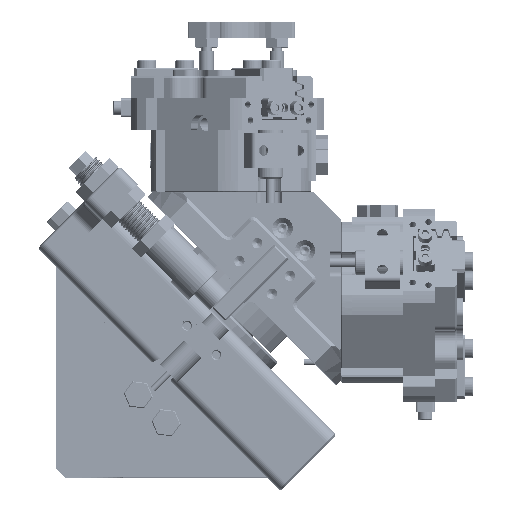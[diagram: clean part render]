
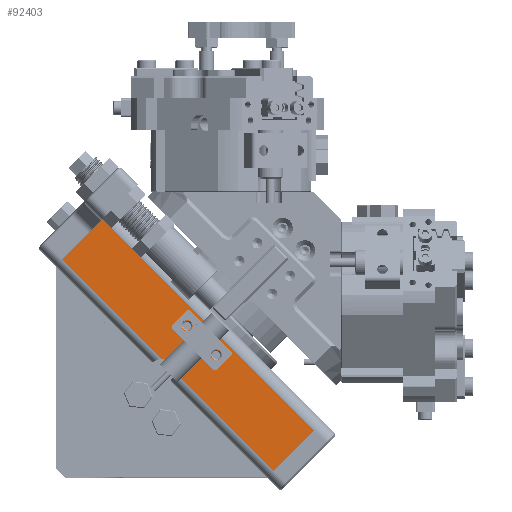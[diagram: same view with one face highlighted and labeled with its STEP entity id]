
A CAD part, top view. The second image highlights one B-rep face of the part: STEP entity #92403.
In plain terms, the highlighted planar face has unit normal (0, 0, 1).
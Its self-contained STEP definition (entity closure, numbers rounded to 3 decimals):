
#1084 = CIRCLE ( 'NONE', #9635, 4. ) ;
#1428 = DIRECTION ( 'NONE',  ( -0.707, -0.707, 0. ) ) ;
#2344 = VERTEX_POINT ( 'NONE', #119144 ) ;
#2530 = DIRECTION ( 'NONE',  ( 0., 0., -1. ) ) ;
#5161 = AXIS2_PLACEMENT_3D ( 'NONE', #86908, #65999, #107816 ) ;
#6646 = EDGE_CURVE ( 'NONE', #2344, #82677, #19176, .T. ) ;
#9635 = AXIS2_PLACEMENT_3D ( 'NONE', #128640, #22319, #1428 ) ;
#10679 = DIRECTION ( 'NONE',  ( 0., -1., 0. ) ) ;
#12312 = CARTESIAN_POINT ( 'NONE',  ( 40.677, -11.499, 137.098 ) ) ;
#13904 = LINE ( 'NONE', #49721, #30511 ) ;
#13946 = AXIS2_PLACEMENT_3D ( 'NONE', #74270, #22734, #10679 ) ;
#15980 = CARTESIAN_POINT ( 'NONE',  ( 65.779, -59.228, 137.098 ) ) ;
#19176 = LINE ( 'NONE', #112543, #32359 ) ;
#19491 = EDGE_LOOP ( 'NONE', ( #22743, #21808 ) ) ;
#19877 = ORIENTED_EDGE ( 'NONE', *, *, #46984, .T. ) ;
#19977 = AXIS2_PLACEMENT_3D ( 'NONE', #12312, #2530, #108421 ) ;
#20523 = LINE ( 'NONE', #68403, #45414 ) ;
#21808 = ORIENTED_EDGE ( 'NONE', *, *, #89234, .T. ) ;
#22319 = DIRECTION ( 'NONE',  ( 0., 0., -1. ) ) ;
#22734 = DIRECTION ( 'NONE',  ( 0., 0., -1. ) ) ;
#22743 = ORIENTED_EDGE ( 'NONE', *, *, #103925, .T. ) ;
#23693 = AXIS2_PLACEMENT_3D ( 'NONE', #30082, #39385, #50964 ) ;
#25490 = EDGE_CURVE ( 'NONE', #39859, #2344, #13904, .T. ) ;
#25757 = EDGE_LOOP ( 'NONE', ( #99449, #43777, #89364, #97112, #47685, #118370 ) ) ;
#30082 = CARTESIAN_POINT ( 'NONE',  ( 40.677, -11.499, 137.098 ) ) ;
#30229 = CIRCLE ( 'NONE', #19977, 1.55 ) ;
#30511 = VECTOR ( 'NONE', #122687, 1000. ) ;
#32359 = VECTOR ( 'NONE', #50243, 1000. ) ;
#33980 = PLANE ( 'NONE',  #5161 ) ;
#38177 = DIRECTION ( 'NONE',  ( 0.707, -0.707, 0. ) ) ;
#39385 = DIRECTION ( 'NONE',  ( 0., 0., -1. ) ) ;
#39859 = VERTEX_POINT ( 'NONE', #135168 ) ;
#40086 = AXIS2_PLACEMENT_3D ( 'NONE', #45824, #97734, #60003 ) ;
#43777 = ORIENTED_EDGE ( 'NONE', *, *, #6646, .T. ) ;
#45414 = VECTOR ( 'NONE', #38177, 1000. ) ;
#45824 = CARTESIAN_POINT ( 'NONE',  ( 49.869, -20.691, 137.098 ) ) ;
#46984 = EDGE_CURVE ( 'NONE', #97231, #54324, #103212, .T. ) ;
#47685 = ORIENTED_EDGE ( 'NONE', *, *, #137523, .T. ) ;
#49721 = CARTESIAN_POINT ( 'NONE',  ( 17.342, 18.907, 137.098 ) ) ;
#50243 = DIRECTION ( 'NONE',  ( -0.707, -0.707, 0. ) ) ;
#50964 = DIRECTION ( 'NONE',  ( 0., -1., 0. ) ) ;
#51615 = CARTESIAN_POINT ( 'NONE',  ( 67.9, -57.107, 137.098 ) ) ;
#54228 = EDGE_CURVE ( 'NONE', #54324, #97231, #118556, .T. ) ;
#54324 = VERTEX_POINT ( 'NONE', #106025 ) ;
#57877 = VERTEX_POINT ( 'NONE', #99583 ) ;
#60003 = DIRECTION ( 'NONE',  ( 0., -1., 0. ) ) ;
#60859 = EDGE_CURVE ( 'NONE', #82677, #120407, #20523, .T. ) ;
#61198 = CARTESIAN_POINT ( 'NONE',  ( 39.127, -11.499, 137.098 ) ) ;
#62072 = CARTESIAN_POINT ( 'NONE',  ( 36.537, -25.744, 137.098 ) ) ;
#65999 = DIRECTION ( 'NONE',  ( 0., 0., 1. ) ) ;
#68403 = CARTESIAN_POINT ( 'NONE',  ( 4.614, 6.179, 137.098 ) ) ;
#69532 = EDGE_LOOP ( 'NONE', ( #74205, #19877 ) ) ;
#71241 = VECTOR ( 'NONE', #91659, 1000. ) ;
#72579 = FACE_OUTER_BOUND ( 'NONE', #25757, .T. ) ;
#74205 = ORIENTED_EDGE ( 'NONE', *, *, #54228, .T. ) ;
#74270 = CARTESIAN_POINT ( 'NONE',  ( 49.869, -20.691, 137.098 ) ) ;
#77740 = VERTEX_POINT ( 'NONE', #61198 ) ;
#79800 = CARTESIAN_POINT ( 'NONE',  ( 1.432, 9.361, 137.098 ) ) ;
#80486 = VECTOR ( 'NONE', #130480, 1000. ) ;
#82677 = VERTEX_POINT ( 'NONE', #79800 ) ;
#86908 = CARTESIAN_POINT ( 'NONE',  ( 2.493, 4.058, 137.098 ) ) ;
#89234 = EDGE_CURVE ( 'NONE', #77740, #57877, #96436, .T. ) ;
#89364 = ORIENTED_EDGE ( 'NONE', *, *, #60859, .T. ) ;
#89557 = CARTESIAN_POINT ( 'NONE',  ( 32.796, -22.002, 137.098 ) ) ;
#90734 = EDGE_CURVE ( 'NONE', #109727, #39859, #136142, .T. ) ;
#91659 = DIRECTION ( 'NONE',  ( 0.707, 0.707, 0. ) ) ;
#92403 = ADVANCED_FACE ( 'NONE', ( #109128, #99118, #72579 ), #33980, .T. ) ;
#93935 = EDGE_CURVE ( 'NONE', #120407, #118478, #1084, .T. ) ;
#96436 = CIRCLE ( 'NONE', #23693, 1.55 ) ;
#97112 = ORIENTED_EDGE ( 'NONE', *, *, #93935, .T. ) ;
#97231 = VERTEX_POINT ( 'NONE', #108742 ) ;
#97734 = DIRECTION ( 'NONE',  ( 0., 0., -1. ) ) ;
#97989 = CARTESIAN_POINT ( 'NONE',  ( 4.614, 6.179, 137.098 ) ) ;
#99118 = FACE_BOUND ( 'NONE', #19491, .T. ) ;
#99449 = ORIENTED_EDGE ( 'NONE', *, *, #25490, .T. ) ;
#99583 = CARTESIAN_POINT ( 'NONE',  ( 42.227, -11.499, 137.098 ) ) ;
#103212 = CIRCLE ( 'NONE', #13946, 1.55 ) ;
#103925 = EDGE_CURVE ( 'NONE', #57877, #77740, #30229, .T. ) ;
#106025 = CARTESIAN_POINT ( 'NONE',  ( 51.419, -20.691, 137.098 ) ) ;
#107816 = DIRECTION ( 'NONE',  ( 0.707, -0.707, 0. ) ) ;
#108421 = DIRECTION ( 'NONE',  ( 0., -1., 0. ) ) ;
#108742 = CARTESIAN_POINT ( 'NONE',  ( 48.319, -20.691, 137.098 ) ) ;
#109128 = FACE_BOUND ( 'NONE', #69532, .T. ) ;
#109727 = VERTEX_POINT ( 'NONE', #51615 ) ;
#112543 = CARTESIAN_POINT ( 'NONE',  ( -0.689, 7.24, 137.098 ) ) ;
#118370 = ORIENTED_EDGE ( 'NONE', *, *, #90734, .T. ) ;
#118478 = VERTEX_POINT ( 'NONE', #62072 ) ;
#118556 = CIRCLE ( 'NONE', #40086, 1.55 ) ;
#119144 = CARTESIAN_POINT ( 'NONE',  ( 14.16, 22.089, 137.098 ) ) ;
#120407 = VERTEX_POINT ( 'NONE', #89557 ) ;
#122687 = DIRECTION ( 'NONE',  ( -0.707, 0.707, 0. ) ) ;
#125397 = LINE ( 'NONE', #97989, #80486 ) ;
#128640 = CARTESIAN_POINT ( 'NONE',  ( 32.545, -25.994, 137.098 ) ) ;
#130480 = DIRECTION ( 'NONE',  ( 0.707, -0.707, 0. ) ) ;
#135168 = CARTESIAN_POINT ( 'NONE',  ( 80.628, -44.379, 137.098 ) ) ;
#136142 = LINE ( 'NONE', #15980, #71241 ) ;
#137523 = EDGE_CURVE ( 'NONE', #118478, #109727, #125397, .T. ) ;
